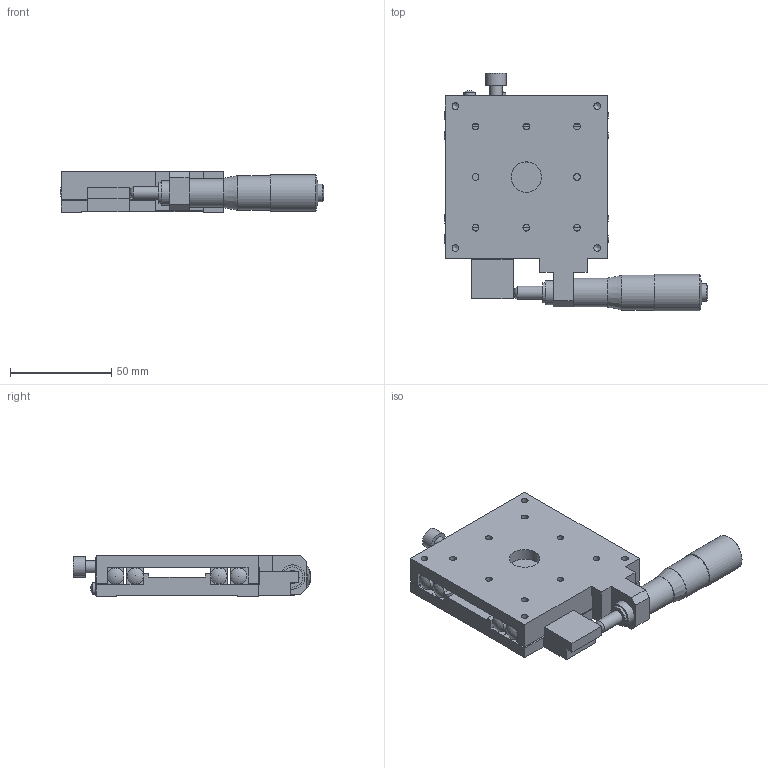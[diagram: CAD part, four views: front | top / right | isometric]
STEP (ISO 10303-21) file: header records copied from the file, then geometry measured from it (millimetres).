
FILE_DESCRIPTION( ( 'STEP AP214' ), '1' );
FILE_NAME( '3D_B11-80CZ-配布-070508.stp', '2007-05-08T10:42:24', ( ' ' ), ( ' ' ), 'XStep 1.0', ' ', ' ' );
FILE_SCHEMA( ( 'automotive_design' ) );
Length unit declared in the file: millimetre
Products named in the file (3): 1; 2; 3
Bounding box: 130.2 x 117.3 x 20 mm (x, y, z)
Volume: 131269.7 mm3; surface area: 49119.6 mm2
Topology: 3 solids, 3 shells, 195 faces, 552 edges, 367 vertices
Faces by surface type: plane 111, cylinder 59, cone 13, sphere 12
Full cylindrical faces by diameter (mm): 3 x1, 3.3 x16, 4.5 x4, 5.6 x2, 6 x1, 6.35 x2, 7.998 x6, 7.999 x2, 8 x4, 8.6 x1, 10 x2, 12 x1, 14 x1, 15 x1, 16.8 x1, 17.2 x1, 18 x1
Entity records: 7155 total; most frequent: CARTESIAN_POINT 971, DIRECTION 935, ORIENTED_EDGE 858, EDGE_CURVE 429, AXIS2_PLACEMENT_3D 314, VERTEX_POINT 314, LINE 307, VECTOR 307
